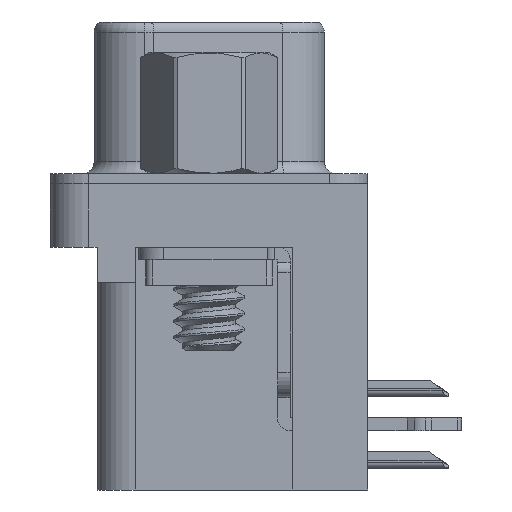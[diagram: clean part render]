
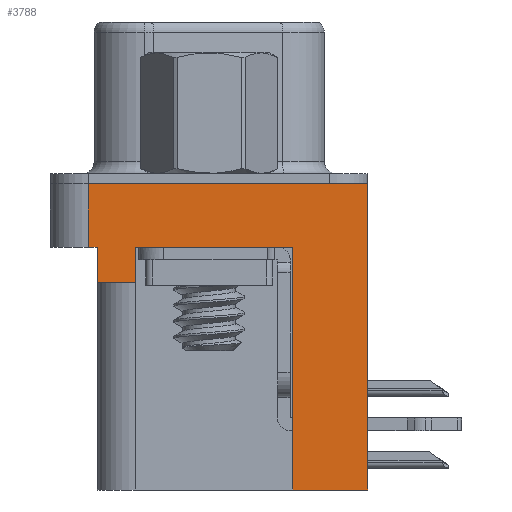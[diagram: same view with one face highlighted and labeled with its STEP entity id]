
A CAD part, left-side view. The second image highlights one B-rep face of the part: STEP entity #3788.
In plain terms, the highlighted planar face has unit normal (-1, 0, 0).
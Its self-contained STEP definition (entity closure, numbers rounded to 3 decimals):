
#120 = CARTESIAN_POINT ( 'NONE',  ( -2.91, 4.775, 0. ) ) ;
#769 = EDGE_CURVE ( 'NONE', #1629, #20500, #9224, .T. ) ;
#1017 = CARTESIAN_POINT ( 'NONE',  ( -2.91, -6.275, -2.5 ) ) ;
#1340 = VERTEX_POINT ( 'NONE', #18802 ) ;
#1572 = ORIENTED_EDGE ( 'NONE', *, *, #11938, .F. ) ;
#1629 = VERTEX_POINT ( 'NONE', #30603 ) ;
#1652 = VECTOR ( 'NONE', #31248, 1000. ) ;
#1996 = ORIENTED_EDGE ( 'NONE', *, *, #23886, .F. ) ;
#2222 = CARTESIAN_POINT ( 'NONE',  ( -2.91, -3.295, -12.1 ) ) ;
#3172 = VECTOR ( 'NONE', #5779, 1000. ) ;
#3597 = LINE ( 'NONE', #18648, #3172 ) ;
#3788 = ADVANCED_FACE ( 'NONE', ( #12452 ), #23117, .T. ) ;
#3816 = ORIENTED_EDGE ( 'NONE', *, *, #22992, .F. ) ;
#4310 = VECTOR ( 'NONE', #28203, 1000. ) ;
#4362 = DIRECTION ( 'NONE',  ( 0., 0., 1. ) ) ;
#4378 = DIRECTION ( 'NONE',  ( 0., 0., 1. ) ) ;
#4745 = EDGE_CURVE ( 'NONE', #24136, #6450, #22105, .T. ) ;
#5271 = VECTOR ( 'NONE', #17278, 1000. ) ;
#5392 = CARTESIAN_POINT ( 'NONE',  ( -2.91, -3.295, -2.5 ) ) ;
#5779 = DIRECTION ( 'NONE',  ( 0., -1., 0. ) ) ;
#6450 = VERTEX_POINT ( 'NONE', #29503 ) ;
#7594 = CARTESIAN_POINT ( 'NONE',  ( -2.91, -6.275, -2.5 ) ) ;
#8173 = VECTOR ( 'NONE', #28997, 1000. ) ;
#8243 = EDGE_CURVE ( 'NONE', #1340, #31794, #27026, .T. ) ;
#8794 = CARTESIAN_POINT ( 'NONE',  ( -2.91, -6.275, -2.5 ) ) ;
#8819 = ORIENTED_EDGE ( 'NONE', *, *, #25885, .F. ) ;
#8890 = EDGE_CURVE ( 'NONE', #31794, #31361, #3597, .T. ) ;
#9224 = LINE ( 'NONE', #29738, #15126 ) ;
#9482 = ORIENTED_EDGE ( 'NONE', *, *, #9543, .F. ) ;
#9543 = EDGE_CURVE ( 'NONE', #24136, #31286, #20501, .T. ) ;
#9617 = AXIS2_PLACEMENT_3D ( 'NONE', #7594, #24967, #27785 ) ;
#9938 = DIRECTION ( 'NONE',  ( 0., 0., 1. ) ) ;
#10002 = CARTESIAN_POINT ( 'NONE',  ( -2.91, 2.895, -2.5 ) ) ;
#10104 = LINE ( 'NONE', #17796, #17732 ) ;
#11060 = LINE ( 'NONE', #1017, #1652 ) ;
#11548 = CARTESIAN_POINT ( 'NONE',  ( -2.91, -3.295, -12.1 ) ) ;
#11938 = EDGE_CURVE ( 'NONE', #1340, #29743, #18852, .T. ) ;
#12452 = FACE_OUTER_BOUND ( 'NONE', #28179, .T. ) ;
#14094 = ORIENTED_EDGE ( 'NONE', *, *, #8243, .T. ) ;
#14198 = ORIENTED_EDGE ( 'NONE', *, *, #22840, .T. ) ;
#14529 = DIRECTION ( 'NONE',  ( 0., 0., 1. ) ) ;
#15126 = VECTOR ( 'NONE', #4378, 1000. ) ;
#16432 = CARTESIAN_POINT ( 'NONE',  ( -2.91, -6.275, -12.1 ) ) ;
#17278 = DIRECTION ( 'NONE',  ( 0., 1., 0. ) ) ;
#17732 = VECTOR ( 'NONE', #9938, 1000. ) ;
#17796 = CARTESIAN_POINT ( 'NONE',  ( -2.91, 4.425, -3.9 ) ) ;
#18048 = LINE ( 'NONE', #20554, #4310 ) ;
#18092 = VECTOR ( 'NONE', #22270, 1000. ) ;
#18648 = CARTESIAN_POINT ( 'NONE',  ( -2.91, -6.275, -2.5 ) ) ;
#18802 = CARTESIAN_POINT ( 'NONE',  ( -2.91, 2.895, -3.9 ) ) ;
#18852 = LINE ( 'NONE', #31662, #8173 ) ;
#19677 = ORIENTED_EDGE ( 'NONE', *, *, #8890, .T. ) ;
#20500 = VERTEX_POINT ( 'NONE', #120 ) ;
#20501 = LINE ( 'NONE', #25183, #5271 ) ;
#20554 = CARTESIAN_POINT ( 'NONE',  ( -2.91, -6.275, 0. ) ) ;
#21312 = VERTEX_POINT ( 'NONE', #29588 ) ;
#21408 = CARTESIAN_POINT ( 'NONE',  ( -2.91, 4.425, -3.9 ) ) ;
#22105 = LINE ( 'NONE', #8794, #18092 ) ;
#22270 = DIRECTION ( 'NONE',  ( 0., 0., 1. ) ) ;
#22618 = ORIENTED_EDGE ( 'NONE', *, *, #4745, .T. ) ;
#22840 = EDGE_CURVE ( 'NONE', #1629, #21312, #11060, .T. ) ;
#22992 = EDGE_CURVE ( 'NONE', #31286, #31361, #24735, .T. ) ;
#23117 = PLANE ( 'NONE',  #9617 ) ;
#23886 = EDGE_CURVE ( 'NONE', #29743, #21312, #10104, .T. ) ;
#24136 = VERTEX_POINT ( 'NONE', #16432 ) ;
#24735 = LINE ( 'NONE', #11548, #26217 ) ;
#24967 = DIRECTION ( 'NONE',  ( -1., 0., 0. ) ) ;
#25183 = CARTESIAN_POINT ( 'NONE',  ( -2.91, -3.295, -12.1 ) ) ;
#25885 = EDGE_CURVE ( 'NONE', #20500, #6450, #18048, .T. ) ;
#26217 = VECTOR ( 'NONE', #4362, 1000. ) ;
#27026 = LINE ( 'NONE', #32192, #29260 ) ;
#27785 = DIRECTION ( 'NONE',  ( 0., 0., 1. ) ) ;
#28179 = EDGE_LOOP ( 'NONE', ( #8819, #32791, #14198, #1996, #1572, #14094, #19677, #3816, #9482, #22618 ) ) ;
#28203 = DIRECTION ( 'NONE',  ( 0., -1., 0. ) ) ;
#28997 = DIRECTION ( 'NONE',  ( 0., 1., 0. ) ) ;
#29260 = VECTOR ( 'NONE', #14529, 1000. ) ;
#29503 = CARTESIAN_POINT ( 'NONE',  ( -2.91, -6.275, 0. ) ) ;
#29588 = CARTESIAN_POINT ( 'NONE',  ( -2.91, 4.425, -2.5 ) ) ;
#29738 = CARTESIAN_POINT ( 'NONE',  ( -2.91, 4.775, -2.5 ) ) ;
#29743 = VERTEX_POINT ( 'NONE', #21408 ) ;
#30603 = CARTESIAN_POINT ( 'NONE',  ( -2.91, 4.775, -2.5 ) ) ;
#31248 = DIRECTION ( 'NONE',  ( 0., -1., 0. ) ) ;
#31286 = VERTEX_POINT ( 'NONE', #2222 ) ;
#31361 = VERTEX_POINT ( 'NONE', #5392 ) ;
#31662 = CARTESIAN_POINT ( 'NONE',  ( -2.91, 4.425, -3.9 ) ) ;
#31794 = VERTEX_POINT ( 'NONE', #10002 ) ;
#32192 = CARTESIAN_POINT ( 'NONE',  ( -2.91, 2.895, -3.9 ) ) ;
#32791 = ORIENTED_EDGE ( 'NONE', *, *, #769, .F. ) ;
